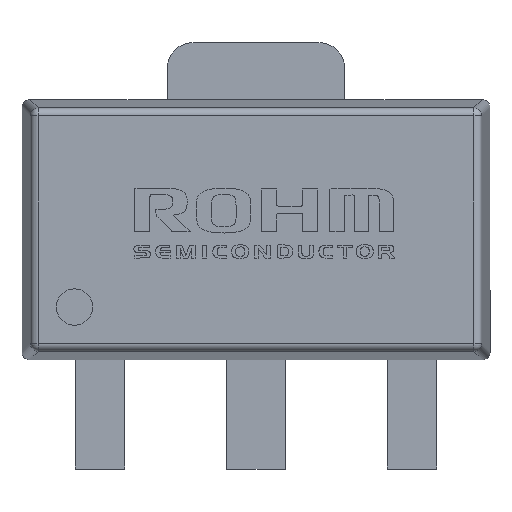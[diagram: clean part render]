
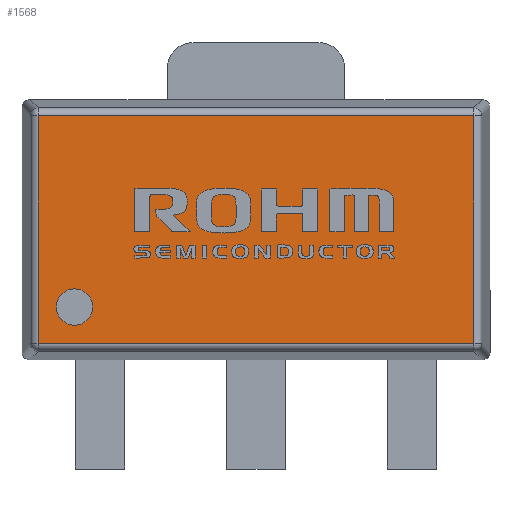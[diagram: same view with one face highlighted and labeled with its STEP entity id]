
A CAD part, top view. The second image highlights one B-rep face of the part: STEP entity #1568.
In plain terms, the highlighted planar face has unit normal (0, 0, 1).
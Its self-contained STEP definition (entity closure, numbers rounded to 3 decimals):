
#168 = EDGE_CURVE ( 'NONE', #4261, #6233, #8969, .T. ) ;
#607 = CARTESIAN_POINT ( 'NONE',  ( -2.095, -1.095, 1.6 ) ) ;
#920 = DIRECTION ( 'NONE',  ( 1., 0., 0. ) ) ;
#929 = VERTEX_POINT ( 'NONE', #7261 ) ;
#1036 = DIRECTION ( 'NONE',  ( 1., 0., 0. ) ) ;
#1254 = EDGE_CURVE ( 'NONE', #6233, #4433, #6123, .T. ) ;
#1489 = PLANE ( 'NONE',  #4875 ) ;
#1568 = ADVANCED_FACE ( 'NONE', ( #9833, #9112 ), #1489, .T. ) ;
#1860 = ORIENTED_EDGE ( 'NONE', *, *, #8166, .F. ) ;
#2101 = CIRCLE ( 'NONE', #8134, 0.175 ) ;
#2193 = VECTOR ( 'NONE', #920, 1000. ) ;
#2609 = CARTESIAN_POINT ( 'NONE',  ( -2.095, 0., 1.6 ) ) ;
#2891 = CARTESIAN_POINT ( 'NONE',  ( 0., -1.095, 1.6 ) ) ;
#2900 = ORIENTED_EDGE ( 'NONE', *, *, #168, .T. ) ;
#2915 = EDGE_LOOP ( 'NONE', ( #1860, #6728 ) ) ;
#3197 = CARTESIAN_POINT ( 'NONE',  ( -2.095, 1.095, 1.6 ) ) ;
#3508 = LINE ( 'NONE', #2609, #5598 ) ;
#3951 = DIRECTION ( 'NONE',  ( 0., 0., 1. ) ) ;
#4261 = VERTEX_POINT ( 'NONE', #11126 ) ;
#4433 = VERTEX_POINT ( 'NONE', #3197 ) ;
#4875 = AXIS2_PLACEMENT_3D ( 'NONE', #7223, #11889, #5195 ) ;
#5195 = DIRECTION ( 'NONE',  ( 1., 0., 0. ) ) ;
#5342 = CARTESIAN_POINT ( 'NONE',  ( 0., 1.095, 1.6 ) ) ;
#5415 = CARTESIAN_POINT ( 'NONE',  ( 2.095, 1.095, 1.6 ) ) ;
#5598 = VECTOR ( 'NONE', #9174, 1000. ) ;
#5855 = EDGE_CURVE ( 'NONE', #6817, #929, #2101, .T. ) ;
#5894 = ORIENTED_EDGE ( 'NONE', *, *, #9613, .T. ) ;
#6123 = LINE ( 'NONE', #5342, #6548 ) ;
#6233 = VERTEX_POINT ( 'NONE', #5415 ) ;
#6283 = DIRECTION ( 'NONE',  ( 1., 0., 0. ) ) ;
#6548 = VECTOR ( 'NONE', #9977, 1000. ) ;
#6728 = ORIENTED_EDGE ( 'NONE', *, *, #5855, .F. ) ;
#6817 = VERTEX_POINT ( 'NONE', #11854 ) ;
#7140 = CARTESIAN_POINT ( 'NONE',  ( -1.745, -0.745, 1.6 ) ) ;
#7223 = CARTESIAN_POINT ( 'NONE',  ( 0., 0., 1.6 ) ) ;
#7261 = CARTESIAN_POINT ( 'NONE',  ( -1.57, -0.745, 1.6 ) ) ;
#7574 = LINE ( 'NONE', #2891, #2193 ) ;
#8134 = AXIS2_PLACEMENT_3D ( 'NONE', #7140, #8253, #6283 ) ;
#8166 = EDGE_CURVE ( 'NONE', #929, #6817, #8417, .T. ) ;
#8253 = DIRECTION ( 'NONE',  ( 0., 0., 1. ) ) ;
#8417 = CIRCLE ( 'NONE', #10520, 0.175 ) ;
#8426 = CARTESIAN_POINT ( 'NONE',  ( -1.745, -0.745, 1.6 ) ) ;
#8969 = LINE ( 'NONE', #10003, #10621 ) ;
#9112 = FACE_OUTER_BOUND ( 'NONE', #10440, .T. ) ;
#9174 = DIRECTION ( 'NONE',  ( 0., -1., 0. ) ) ;
#9531 = VERTEX_POINT ( 'NONE', #607 ) ;
#9613 = EDGE_CURVE ( 'NONE', #9531, #4261, #7574, .T. ) ;
#9732 = ORIENTED_EDGE ( 'NONE', *, *, #1254, .T. ) ;
#9833 = FACE_BOUND ( 'NONE', #2915, .T. ) ;
#9977 = DIRECTION ( 'NONE',  ( -1., 0., 0. ) ) ;
#10003 = CARTESIAN_POINT ( 'NONE',  ( 2.095, 0., 1.6 ) ) ;
#10440 = EDGE_LOOP ( 'NONE', ( #2900, #9732, #10949, #5894 ) ) ;
#10520 = AXIS2_PLACEMENT_3D ( 'NONE', #8426, #3951, #1036 ) ;
#10621 = VECTOR ( 'NONE', #10835, 1000. ) ;
#10835 = DIRECTION ( 'NONE',  ( 0., 1., 0. ) ) ;
#10949 = ORIENTED_EDGE ( 'NONE', *, *, #11689, .T. ) ;
#11126 = CARTESIAN_POINT ( 'NONE',  ( 2.095, -1.095, 1.6 ) ) ;
#11689 = EDGE_CURVE ( 'NONE', #4433, #9531, #3508, .T. ) ;
#11854 = CARTESIAN_POINT ( 'NONE',  ( -1.92, -0.745, 1.6 ) ) ;
#11889 = DIRECTION ( 'NONE',  ( 0., 0., 1. ) ) ;
